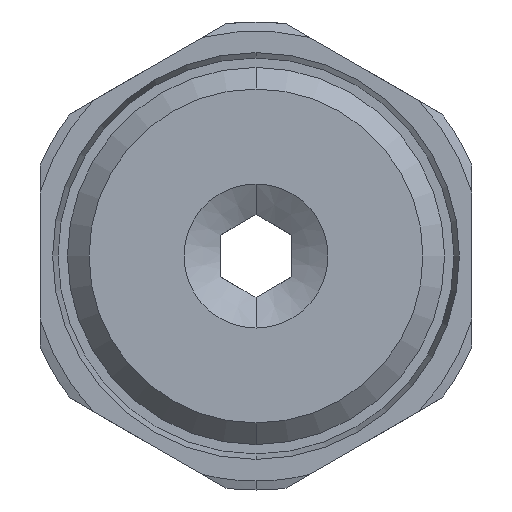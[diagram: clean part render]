
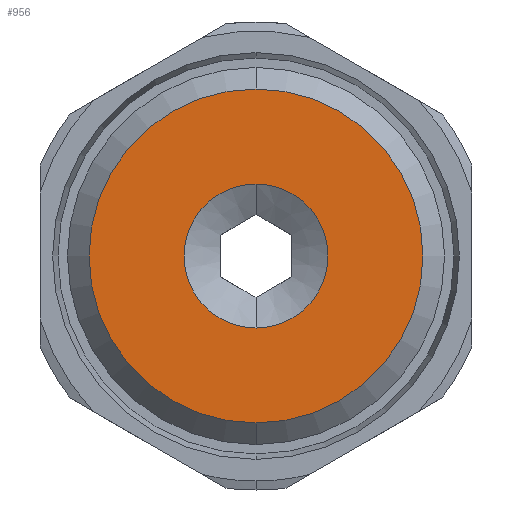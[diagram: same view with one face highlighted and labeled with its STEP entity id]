
A CAD part, left-side view. The second image highlights one B-rep face of the part: STEP entity #956.
In plain terms, the highlighted planar face has unit normal (-1, 0, 0).
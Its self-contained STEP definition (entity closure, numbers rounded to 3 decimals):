
#249 = DIRECTION ( 'NONE',  ( 1., 0., 0. ) ) ;
#392 = FACE_OUTER_BOUND ( 'NONE', #4910, .T. ) ;
#703 = CARTESIAN_POINT ( 'NONE',  ( -5.75, 0., 9.164 ) ) ;
#884 = DIRECTION ( 'NONE',  ( 1., 0., 0. ) ) ;
#956 = ADVANCED_FACE ( 'NONE', ( #6973, #392 ), #2902, .T. ) ;
#1456 = DIRECTION ( 'NONE',  ( 1., 0., 0. ) ) ;
#1629 = CARTESIAN_POINT ( 'NONE',  ( -5.75, 0., -0.114 ) ) ;
#1749 = AXIS2_PLACEMENT_3D ( 'NONE', #3401, #10031, #1788 ) ;
#1788 = DIRECTION ( 'NONE',  ( 0., 0., -1. ) ) ;
#2598 = AXIS2_PLACEMENT_3D ( 'NONE', #1629, #884, #8967 ) ;
#2620 = CARTESIAN_POINT ( 'NONE',  ( -5.75, 0., -4.114 ) ) ;
#2716 = ORIENTED_EDGE ( 'NONE', *, *, #4412, .T. ) ;
#2902 = PLANE ( 'NONE',  #7008 ) ;
#3063 = EDGE_CURVE ( 'NONE', #7129, #9281, #4102, .T. ) ;
#3401 = CARTESIAN_POINT ( 'NONE',  ( -5.75, 0., -0.114 ) ) ;
#4035 = CARTESIAN_POINT ( 'NONE',  ( -5.75, 0., 3.886 ) ) ;
#4102 = CIRCLE ( 'NONE', #2598, 9.278 ) ;
#4206 = ORIENTED_EDGE ( 'NONE', *, *, #4644, .F. ) ;
#4412 = EDGE_CURVE ( 'NONE', #8567, #7439, #10658, .T. ) ;
#4494 = CARTESIAN_POINT ( 'NONE',  ( -5.75, 0., 5.125 ) ) ;
#4644 = EDGE_CURVE ( 'NONE', #9281, #7129, #9350, .T. ) ;
#4695 = DIRECTION ( 'NONE',  ( 0., 0., 1. ) ) ;
#4697 = EDGE_LOOP ( 'NONE', ( #7419, #2716 ) ) ;
#4910 = EDGE_LOOP ( 'NONE', ( #4206, #9557 ) ) ;
#5363 = DIRECTION ( 'NONE',  ( -1., 0., 0. ) ) ;
#6973 = FACE_BOUND ( 'NONE', #4697, .T. ) ;
#7008 = AXIS2_PLACEMENT_3D ( 'NONE', #4494, #5363, #9489 ) ;
#7129 = VERTEX_POINT ( 'NONE', #703 ) ;
#7419 = ORIENTED_EDGE ( 'NONE', *, *, #8056, .T. ) ;
#7439 = VERTEX_POINT ( 'NONE', #4035 ) ;
#8056 = EDGE_CURVE ( 'NONE', #7439, #8567, #10347, .T. ) ;
#8504 = DIRECTION ( 'NONE',  ( 0., 0., 1. ) ) ;
#8567 = VERTEX_POINT ( 'NONE', #2620 ) ;
#8576 = CARTESIAN_POINT ( 'NONE',  ( -5.75, 0., -0.114 ) ) ;
#8967 = DIRECTION ( 'NONE',  ( 0., 0., -1. ) ) ;
#9156 = CARTESIAN_POINT ( 'NONE',  ( -5.75, 0., -9.392 ) ) ;
#9281 = VERTEX_POINT ( 'NONE', #9156 ) ;
#9324 = AXIS2_PLACEMENT_3D ( 'NONE', #9704, #1456, #4695 ) ;
#9350 = CIRCLE ( 'NONE', #1749, 9.278 ) ;
#9489 = DIRECTION ( 'NONE',  ( 0., 0., 1. ) ) ;
#9557 = ORIENTED_EDGE ( 'NONE', *, *, #3063, .F. ) ;
#9704 = CARTESIAN_POINT ( 'NONE',  ( -5.75, 0., -0.114 ) ) ;
#10031 = DIRECTION ( 'NONE',  ( 1., 0., 0. ) ) ;
#10347 = CIRCLE ( 'NONE', #10564, 4. ) ;
#10564 = AXIS2_PLACEMENT_3D ( 'NONE', #8576, #249, #8504 ) ;
#10658 = CIRCLE ( 'NONE', #9324, 4. ) ;
